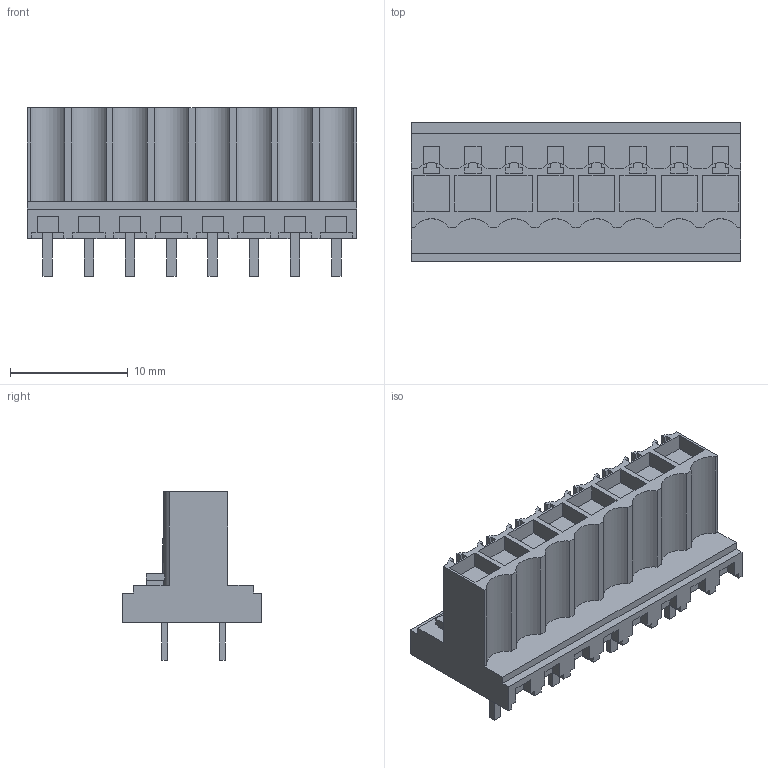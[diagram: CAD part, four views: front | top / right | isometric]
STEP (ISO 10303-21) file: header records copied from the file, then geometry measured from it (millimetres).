
FILE_DESCRIPTION(('CATIA V5 STEP Exchange','CAx-IF Rec.Pracs.--- Model Styling and Organization---1.2---2011-12-15'),'2;1');
FILE_NAME ('D1451607_0_1376440000_1376440000.stp','2017-04-29T07:14:17+00:00',('none'),('Weidmueller'),'CATIA Version 5-6 Release 2014','CATIA V5 STEP AP214','none');
FILE_SCHEMA(('AUTOMOTIVE_DESIGN { 1 0 10303 214 1 1 1 1 }'));
Length unit declared in the file: millimetre
Products named in the file (1): 1376440000
Bounding box: 28 x 11.85 x 14.3 mm (x, y, z)
Volume: 1814.8 mm3; surface area: 1964.1 mm2
Topology: 9 solids, 9 shells, 390 faces, 1134 edges, 770 vertices
Faces by surface type: plane 374, cylinder 16
Entity records: 11775 total; most frequent: ORIENTED_EDGE 2268, CARTESIAN_POINT 2115, DIRECTION 1554, EDGE_CURVE 1134, VECTOR 1054, LINE 1054, VERTEX_POINT 770, EDGE_LOOP 398
